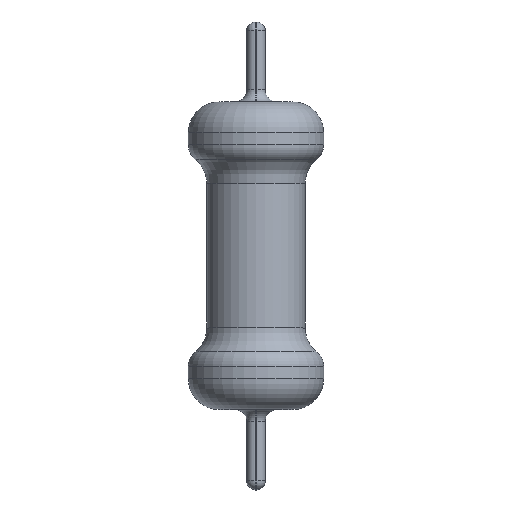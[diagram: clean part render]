
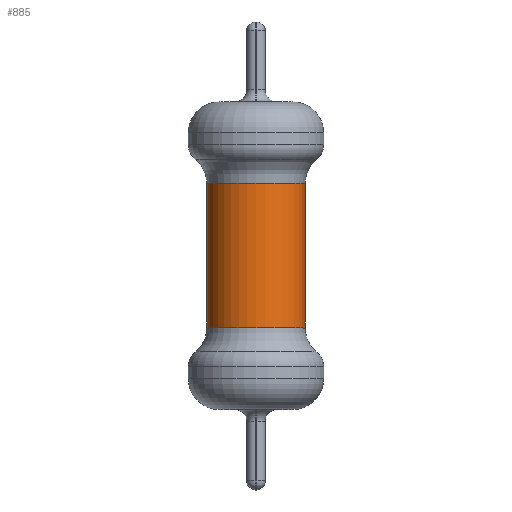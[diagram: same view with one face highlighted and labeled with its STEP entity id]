
A CAD part, top view. The second image highlights one B-rep face of the part: STEP entity #885.
In plain terms, the highlighted cylindrical face has radius 0.8 mm (diameter 1.6 mm), a partial arc.
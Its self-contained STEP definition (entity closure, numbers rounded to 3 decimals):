
#812=CARTESIAN_POINT('Axis2P3D Location',(0.,-2.676,0.)) ;
#816=CARTESIAN_POINT('Vertex',(0.8,-2.676,0.)) ;
#818=CARTESIAN_POINT('Vertex',(-0.8,-2.676,0.)) ;
#855=CARTESIAN_POINT('Axis2P3D Location',(0.,-1.5,0.)) ;
#860=CARTESIAN_POINT('Line Origine',(-0.8,-1.5,0.)) ;
#864=CARTESIAN_POINT('Vertex',(-0.8,-0.324,0.)) ;
#867=CARTESIAN_POINT('Line Origine',(0.8,-1.5,0.)) ;
#871=CARTESIAN_POINT('Vertex',(0.8,-0.324,0.)) ;
#874=CARTESIAN_POINT('Axis2P3D Location',(0.,-0.324,0.)) ;
#862=VECTOR('Line Direction',#861,1.) ;
#869=VECTOR('Line Direction',#868,1.) ;
#813=DIRECTION('Axis2P3D Direction',(0.,1.,0.)) ;
#856=DIRECTION('Axis2P3D Direction',(0.,-1.,0.)) ;
#857=DIRECTION('Axis2P3D XDirection',(1.,0.,0.)) ;
#861=DIRECTION('Vector Direction',(0.,-1.,0.)) ;
#868=DIRECTION('Vector Direction',(0.,-1.,0.)) ;
#875=DIRECTION('Axis2P3D Direction',(0.,-1.,0.)) ;
#814=AXIS2_PLACEMENT_3D('Circle Axis2P3D',#812,#813,$) ;
#858=AXIS2_PLACEMENT_3D('Cylinder Axis2P3D',#855,#856,#857) ;
#876=AXIS2_PLACEMENT_3D('Circle Axis2P3D',#874,#875,$) ;
#863=LINE('Line',#860,#862) ;
#870=LINE('Line',#867,#869) ;
#815=CIRCLE('generated circle',#814,0.8) ;
#877=CIRCLE('generated circle',#876,0.8) ;
#859=CYLINDRICAL_SURFACE('generated cylinder',#858,0.8) ;
#820=EDGE_CURVE('',#817,#819,#815,.F.) ;
#866=EDGE_CURVE('',#865,#819,#863,.T.) ;
#873=EDGE_CURVE('',#872,#817,#870,.T.) ;
#878=EDGE_CURVE('',#872,#865,#877,.T.) ;
#879=EDGE_LOOP('',(#880,#881,#882,#883)) ;
#880=ORIENTED_EDGE('',*,*,#866,.T.) ;
#881=ORIENTED_EDGE('',*,*,#820,.F.) ;
#882=ORIENTED_EDGE('',*,*,#873,.F.) ;
#883=ORIENTED_EDGE('',*,*,#878,.T.) ;
#817=VERTEX_POINT('',#816) ;
#819=VERTEX_POINT('',#818) ;
#865=VERTEX_POINT('',#864) ;
#872=VERTEX_POINT('',#871) ;
#885=ADVANCED_FACE('PartBody',(#884),#859,.T.) ;
#884=FACE_OUTER_BOUND('',#879,.T.) ;
